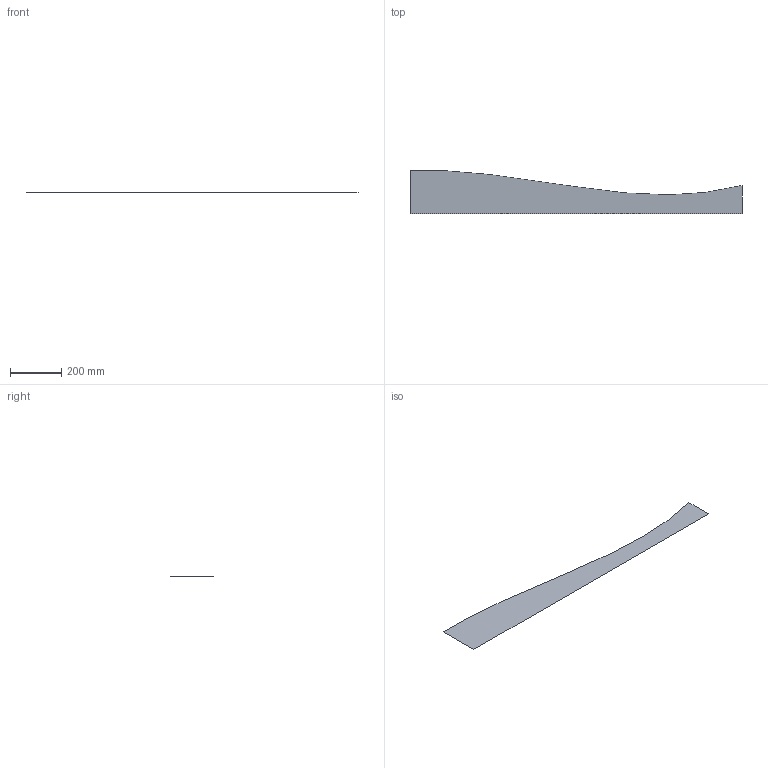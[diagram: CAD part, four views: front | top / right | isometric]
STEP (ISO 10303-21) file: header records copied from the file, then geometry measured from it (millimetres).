
FILE_DESCRIPTION (( 'STEP AP214' ), '1' );
FILE_NAME ('ugello_delaval_noambientevalle.STEP', '2025-10-16T21:49:57', ( '' ), ( '' ), 'SwSTEP 2.0', 'SolidWorks 2025', '' );
FILE_SCHEMA (( 'AUTOMOTIVE_DESIGN' ));
Length unit declared in the file: millimetre
Products named in the file (1): ugello_delaval_noambientevalle
Bounding box: 1300 x 169 x 0 mm (x, y, z)
Surface area: 150446.8 mm2 (no closed solid volume)
Topology: 0 solids, 1 shells, 1 faces, 4 edges, 4 vertices
Faces by surface type: plane 1
Entity records: 63 total; most frequent: CARTESIAN_POINT 15, DIRECTION 7, EDGE_CURVE 4, ORIENTED_EDGE 4, VERTEX_POINT 4, VECTOR 3, LINE 3, APPLICATION_PROTOCOL_DEFINITION 2
